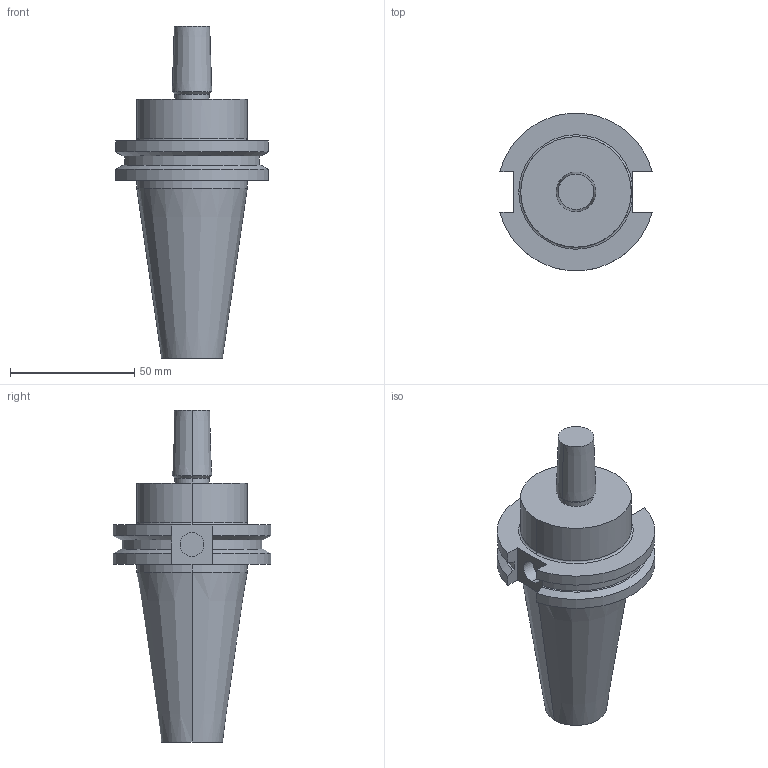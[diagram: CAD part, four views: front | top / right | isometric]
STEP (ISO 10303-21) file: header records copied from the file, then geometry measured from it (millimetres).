
FILE_DESCRIPTION (( 'STEP AP203' ), '1' );
FILE_NAME ('STP-22515.STEP', '2020-06-30T00:40:01', ( '' ), ( '' ), 'SwSTEP 2.0', 'SolidWorks 2017', '' );
FILE_SCHEMA (( 'CONFIG_CONTROL_DESIGN' ));
Length unit declared in the file: millimetre
Products named in the file (1): STP-22515
Bounding box: 61.35 x 63.26 x 133.53 mm (x, y, z)
Volume: 137325.8 mm3; surface area: 22596.5 mm2
Topology: 1 solids, 1 shells, 53 faces, 127 edges, 80 vertices
Faces by surface type: cylinder 20, plane 18, cone 12, torus 2, bspline 1
Entity records: 1662 total; most frequent: CARTESIAN_POINT 334, DIRECTION 276, ORIENTED_EDGE 250, EDGE_CURVE 125, AXIS2_PLACEMENT_3D 108, VERTEX_POINT 80, VECTOR 60, LINE 60
